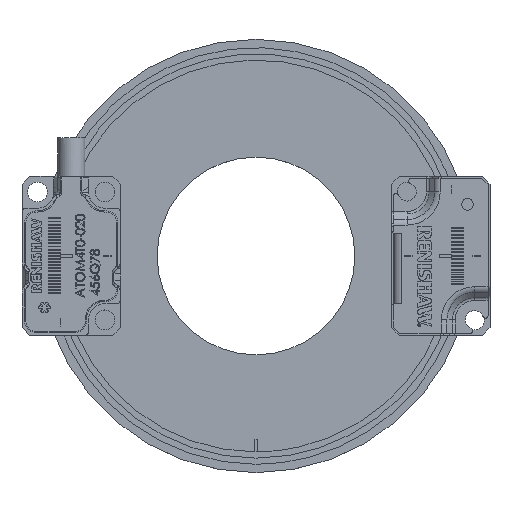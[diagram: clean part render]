
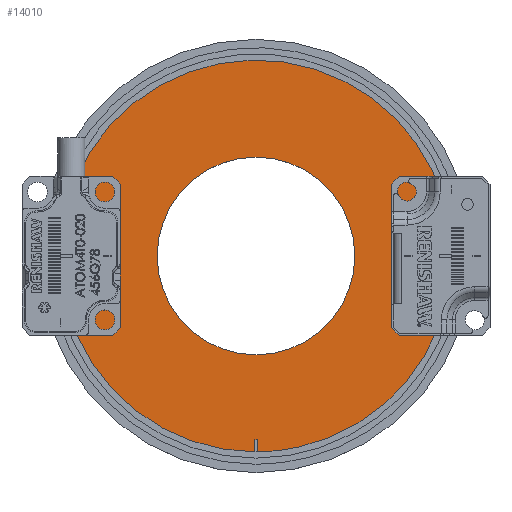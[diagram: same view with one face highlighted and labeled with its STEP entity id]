
A CAD part, top view. The second image highlights one B-rep face of the part: STEP entity #14010.
In plain terms, the highlighted planar face has unit normal (0, 0, 1).
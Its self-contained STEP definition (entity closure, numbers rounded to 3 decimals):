
#14010=ADVANCED_FACE('',(#19147,#19148),#16109,.T.);
#16109=PLANE('',#43207);
#17827=B_SPLINE_CURVE_WITH_KNOTS('',3,(#54935,#54936,#54937,#54938),.UNSPECIFIED.,
 .F.,.F.,(4,4),(0.,1.),.UNSPECIFIED.);
#17828=B_SPLINE_CURVE_WITH_KNOTS('',3,(#54940,#54941,#54942,#54943),.UNSPECIFIED.,
 .F.,.F.,(4,4),(0.,1.),.UNSPECIFIED.);
#17829=B_SPLINE_CURVE_WITH_KNOTS('',3,(#54945,#54946,#54947,#54948),.UNSPECIFIED.,
 .F.,.F.,(4,4),(0.,1.),.UNSPECIFIED.);
#17831=B_SPLINE_CURVE_WITH_KNOTS('',3,(#54976,#54977,#54978,#54979,#54980,
#54981,#54982,#54983,#54984,#54985,#54986,#54987,#54988,#54989,#54990,#54991,
#54992,#54993),.UNSPECIFIED.,.F.,.F.,(4,2,2,2,2,2,2,2,4),(0.,0.125,0.25,
0.375,0.5,0.625,0.75,0.875,1.),.UNSPECIFIED.);
#19147=FACE_BOUND('',#19395,.T.);
#19148=FACE_BOUND('',#19396,.T.);
#19395=EDGE_LOOP('',(#21672,#21673,#21674,#21675));
#19396=EDGE_LOOP('',(#21676));
#21672=ORIENTED_EDGE('',*,*,#36923,.F.);
#21673=ORIENTED_EDGE('',*,*,#36927,.F.);
#21674=ORIENTED_EDGE('',*,*,#36925,.F.);
#21675=ORIENTED_EDGE('',*,*,#36924,.F.);
#21676=ORIENTED_EDGE('',*,*,#36931,.F.);
#33124=VERTEX_POINT('',#54933);
#33125=VERTEX_POINT('',#54934);
#33126=VERTEX_POINT('',#54939);
#33127=VERTEX_POINT('',#54944);
#33132=VERTEX_POINT('',#55029);
#36923=EDGE_CURVE('',#33124,#33126,#17827,.T.);
#36924=EDGE_CURVE('',#33126,#33127,#17828,.T.);
#36925=EDGE_CURVE('',#33127,#33125,#17829,.T.);
#36927=EDGE_CURVE('',#33125,#33124,#17831,.T.);
#36931=EDGE_CURVE('',#33132,#33132,#42657,.T.);
#42657=CIRCLE('',#43204,12.75);
#43204=AXIS2_PLACEMENT_3D('',#55028,#45771,#45772);
#43207=AXIS2_PLACEMENT_3D('',#55032,#45777,#45778);
#45771=DIRECTION('',(0.,0.,1.));
#45772=DIRECTION('',(0.,-1.,0.));
#45777=DIRECTION('',(0.,0.,1.));
#45778=DIRECTION('',(1.,0.,0.));
#54933=CARTESIAN_POINT('',(0.175,-25.275,0.));
#54934=CARTESIAN_POINT('',(-0.175,-25.275,0.));
#54935=CARTESIAN_POINT('',(0.175,-25.275,0.));
#54936=CARTESIAN_POINT('',(0.175,-24.742,0.));
#54937=CARTESIAN_POINT('',(0.175,-24.209,0.));
#54938=CARTESIAN_POINT('',(0.175,-23.676,0.));
#54939=CARTESIAN_POINT('',(0.175,-23.676,0.));
#54940=CARTESIAN_POINT('',(0.175,-23.676,0.));
#54941=CARTESIAN_POINT('',(0.058,-23.676,0.));
#54942=CARTESIAN_POINT('',(-0.058,-23.676,0.));
#54943=CARTESIAN_POINT('',(-0.175,-23.676,0.));
#54944=CARTESIAN_POINT('',(-0.175,-23.676,0.));
#54945=CARTESIAN_POINT('',(-0.175,-23.676,0.));
#54946=CARTESIAN_POINT('',(-0.175,-24.209,0.));
#54947=CARTESIAN_POINT('',(-0.175,-24.742,0.));
#54948=CARTESIAN_POINT('',(-0.175,-25.275,0.));
#54976=CARTESIAN_POINT('',(-0.175,-25.275,0.));
#54977=CARTESIAN_POINT('',(-6.795,-25.23,0.));
#54978=CARTESIAN_POINT('',(-13.309,-22.484,0.));
#54979=CARTESIAN_POINT('',(-22.622,-13.076,0.));
#54980=CARTESIAN_POINT('',(-25.298,-6.532,0.));
#54981=CARTESIAN_POINT('',(-25.253,6.707,0.));
#54982=CARTESIAN_POINT('',(-22.531,13.23,0.));
#54983=CARTESIAN_POINT('',(-13.152,22.578,0.));
#54984=CARTESIAN_POINT('',(-6.626,25.276,0.));
#54985=CARTESIAN_POINT('',(6.626,25.276,0.));
#54986=CARTESIAN_POINT('',(13.149,22.58,0.));
#54987=CARTESIAN_POINT('',(22.534,13.227,0.));
#54988=CARTESIAN_POINT('',(25.253,6.711,0.));
#54989=CARTESIAN_POINT('',(25.299,-6.536,0.));
#54990=CARTESIAN_POINT('',(22.624,-13.073,0.));
#54991=CARTESIAN_POINT('',(13.307,-22.487,0.));
#54992=CARTESIAN_POINT('',(6.794,-25.23,0.));
#54993=CARTESIAN_POINT('',(0.175,-25.275,0.));
#55028=CARTESIAN_POINT('',(0.,0.,0.));
#55029=CARTESIAN_POINT('',(0.,-12.75,0.));
#55032=CARTESIAN_POINT('',(0.,0.,0.));
